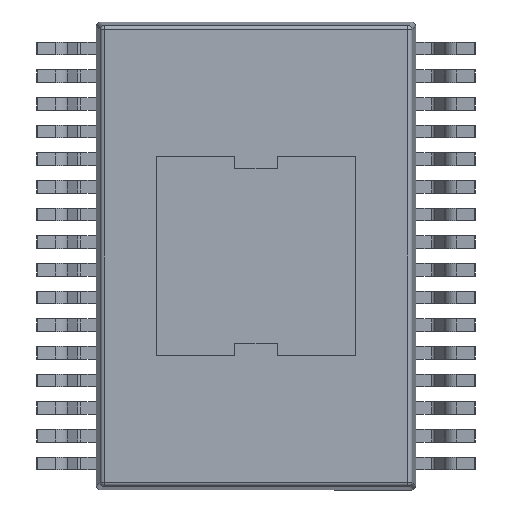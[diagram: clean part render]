
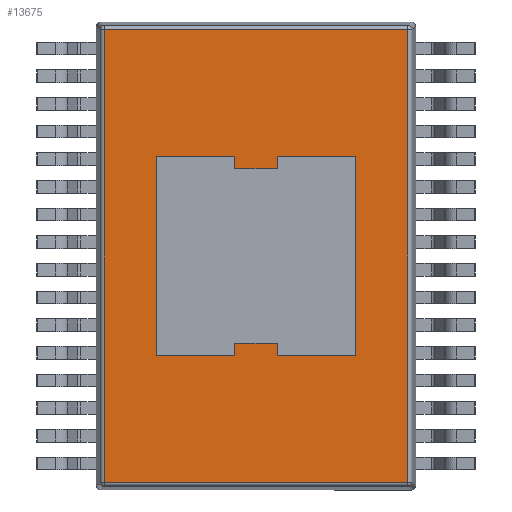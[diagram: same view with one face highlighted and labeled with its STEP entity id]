
A CAD part, front view. The second image highlights one B-rep face of the part: STEP entity #13675.
In plain terms, the highlighted planar face has unit normal (0, -1, 0).
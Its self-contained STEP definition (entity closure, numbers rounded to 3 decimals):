
#97 = VERTEX_POINT ( 'NONE', #5871 ) ;
#151 = EDGE_LOOP ( 'NONE', ( #5341, #12492, #10321, #13413, #15633, #3090, #6246, #9414, #8384, #1469, #8844, #243 ) ) ;
#243 = ORIENTED_EDGE ( 'NONE', *, *, #2709, .F. ) ;
#292 = CARTESIAN_POINT ( 'NONE',  ( -0.5, -1.175, 2.05 ) ) ;
#568 = DIRECTION ( 'NONE',  ( 1., 0., 0. ) ) ;
#675 = VERTEX_POINT ( 'NONE', #7336 ) ;
#1066 = LINE ( 'NONE', #14851, #8042 ) ;
#1102 = LINE ( 'NONE', #9628, #4366 ) ;
#1167 = DIRECTION ( 'NONE',  ( 1., 0., 0. ) ) ;
#1321 = DIRECTION ( 'NONE',  ( -1., 0., 0. ) ) ;
#1432 = VECTOR ( 'NONE', #10955, 1000. ) ;
#1469 = ORIENTED_EDGE ( 'NONE', *, *, #11451, .F. ) ;
#1486 = CARTESIAN_POINT ( 'NONE',  ( -3.565, -1.175, -5.407 ) ) ;
#1489 = EDGE_CURVE ( 'NONE', #9547, #675, #4735, .T. ) ;
#1631 = LINE ( 'NONE', #292, #14523 ) ;
#1793 = CARTESIAN_POINT ( 'NONE',  ( 3.657, -1.175, -5.315 ) ) ;
#1919 = VERTEX_POINT ( 'NONE', #4000 ) ;
#2304 = CARTESIAN_POINT ( 'NONE',  ( 2.35, -1.175, 2.35 ) ) ;
#2412 = VERTEX_POINT ( 'NONE', #12704 ) ;
#2485 = VECTOR ( 'NONE', #4877, 1000. ) ;
#2550 = DIRECTION ( 'NONE',  ( 0., 0., -1. ) ) ;
#2596 = DIRECTION ( 'NONE',  ( 0., 0., 1. ) ) ;
#2709 = EDGE_CURVE ( 'NONE', #8283, #13033, #10293, .T. ) ;
#3090 = ORIENTED_EDGE ( 'NONE', *, *, #3739, .F. ) ;
#3099 = DIRECTION ( 'NONE',  ( 0., -1., 0. ) ) ;
#3137 = ORIENTED_EDGE ( 'NONE', *, *, #6294, .T. ) ;
#3555 = VERTEX_POINT ( 'NONE', #5411 ) ;
#3739 = EDGE_CURVE ( 'NONE', #2412, #97, #6767, .T. ) ;
#4000 = CARTESIAN_POINT ( 'NONE',  ( -0.5, -1.175, 2.35 ) ) ;
#4095 = EDGE_CURVE ( 'NONE', #9042, #9194, #11598, .T. ) ;
#4145 = VECTOR ( 'NONE', #568, 1000. ) ;
#4164 = VECTOR ( 'NONE', #11711, 1000. ) ;
#4366 = VECTOR ( 'NONE', #13506, 1000. ) ;
#4378 = EDGE_CURVE ( 'NONE', #7019, #5197, #1066, .T. ) ;
#4543 = LINE ( 'NONE', #5669, #12398 ) ;
#4607 = EDGE_CURVE ( 'NONE', #7868, #3555, #1631, .T. ) ;
#4735 = LINE ( 'NONE', #1793, #4145 ) ;
#4877 = DIRECTION ( 'NONE',  ( 0., 0., -1. ) ) ;
#4934 = CARTESIAN_POINT ( 'NONE',  ( -2.35, -1.175, -2.35 ) ) ;
#5089 = CARTESIAN_POINT ( 'NONE',  ( -0.5, -1.175, 2.35 ) ) ;
#5139 = VECTOR ( 'NONE', #5408, 1000. ) ;
#5197 = VERTEX_POINT ( 'NONE', #9942 ) ;
#5258 = DIRECTION ( 'NONE',  ( 0., 0., 1. ) ) ;
#5341 = ORIENTED_EDGE ( 'NONE', *, *, #9866, .F. ) ;
#5408 = DIRECTION ( 'NONE',  ( -1., 0., 0. ) ) ;
#5411 = CARTESIAN_POINT ( 'NONE',  ( -0.5, -1.175, 2.05 ) ) ;
#5501 = LINE ( 'NONE', #5834, #10957 ) ;
#5507 = VERTEX_POINT ( 'NONE', #9585 ) ;
#5669 = CARTESIAN_POINT ( 'NONE',  ( -0.5, -1.175, 2.35 ) ) ;
#5834 = CARTESIAN_POINT ( 'NONE',  ( 0.5, -1.175, 2.35 ) ) ;
#5871 = CARTESIAN_POINT ( 'NONE',  ( 2.35, -1.175, 2.35 ) ) ;
#5941 = CARTESIAN_POINT ( 'NONE',  ( -3.565, -1.175, 5.315 ) ) ;
#5957 = ORIENTED_EDGE ( 'NONE', *, *, #4095, .T. ) ;
#6071 = EDGE_CURVE ( 'NONE', #13033, #14014, #1102, .T. ) ;
#6246 = ORIENTED_EDGE ( 'NONE', *, *, #15418, .F. ) ;
#6294 = EDGE_CURVE ( 'NONE', #675, #9042, #8658, .T. ) ;
#6635 = DIRECTION ( 'NONE',  ( -1., 0., 0. ) ) ;
#6737 = FACE_BOUND ( 'NONE', #151, .T. ) ;
#6767 = LINE ( 'NONE', #15893, #16172 ) ;
#6875 = DIRECTION ( 'NONE',  ( -1., 0., 0. ) ) ;
#7019 = VERTEX_POINT ( 'NONE', #12015 ) ;
#7046 = PLANE ( 'NONE',  #15868 ) ;
#7336 = CARTESIAN_POINT ( 'NONE',  ( 3.565, -1.175, -5.315 ) ) ;
#7639 = CARTESIAN_POINT ( 'NONE',  ( -2.35, -1.175, 2.35 ) ) ;
#7669 = CARTESIAN_POINT ( 'NONE',  ( 3.565, -1.175, 5.407 ) ) ;
#7847 = VECTOR ( 'NONE', #2550, 1000. ) ;
#7868 = VERTEX_POINT ( 'NONE', #14000 ) ;
#7977 = CARTESIAN_POINT ( 'NONE',  ( 0.5, -1.175, -2.35 ) ) ;
#8009 = LINE ( 'NONE', #2304, #11744 ) ;
#8042 = VECTOR ( 'NONE', #1167, 1000. ) ;
#8136 = ORIENTED_EDGE ( 'NONE', *, *, #10299, .T. ) ;
#8224 = EDGE_CURVE ( 'NONE', #3555, #1919, #13860, .T. ) ;
#8283 = VERTEX_POINT ( 'NONE', #7639 ) ;
#8291 = DIRECTION ( 'NONE',  ( 0., 0., -1. ) ) ;
#8384 = ORIENTED_EDGE ( 'NONE', *, *, #4378, .F. ) ;
#8658 = LINE ( 'NONE', #7669, #4164 ) ;
#8844 = ORIENTED_EDGE ( 'NONE', *, *, #6071, .F. ) ;
#9042 = VERTEX_POINT ( 'NONE', #14277 ) ;
#9145 = CARTESIAN_POINT ( 'NONE',  ( -3.657, -1.175, 5.315 ) ) ;
#9194 = VERTEX_POINT ( 'NONE', #5941 ) ;
#9229 = DIRECTION ( 'NONE',  ( 0., 0., -1. ) ) ;
#9414 = ORIENTED_EDGE ( 'NONE', *, *, #11788, .F. ) ;
#9547 = VERTEX_POINT ( 'NONE', #15976 ) ;
#9585 = CARTESIAN_POINT ( 'NONE',  ( 0.5, -1.175, -2.35 ) ) ;
#9628 = CARTESIAN_POINT ( 'NONE',  ( -0.5, -1.175, -2.35 ) ) ;
#9866 = EDGE_CURVE ( 'NONE', #1919, #8283, #4543, .T. ) ;
#9895 = VECTOR ( 'NONE', #5258, 1000. ) ;
#9942 = CARTESIAN_POINT ( 'NONE',  ( 0.5, -1.175, -2.05 ) ) ;
#9970 = VECTOR ( 'NONE', #2596, 1000. ) ;
#10094 = CARTESIAN_POINT ( 'NONE',  ( -0.5, -1.175, -2.35 ) ) ;
#10160 = LINE ( 'NONE', #7977, #10939 ) ;
#10293 = LINE ( 'NONE', #4934, #2485 ) ;
#10299 = EDGE_CURVE ( 'NONE', #9194, #9547, #16106, .T. ) ;
#10321 = ORIENTED_EDGE ( 'NONE', *, *, #4607, .F. ) ;
#10762 = EDGE_CURVE ( 'NONE', #97, #13505, #8009, .T. ) ;
#10939 = VECTOR ( 'NONE', #9229, 1000. ) ;
#10955 = DIRECTION ( 'NONE',  ( 1., 0., 0. ) ) ;
#10957 = VECTOR ( 'NONE', #15964, 1000. ) ;
#11122 = DIRECTION ( 'NONE',  ( 0., 0., 1. ) ) ;
#11451 = EDGE_CURVE ( 'NONE', #14014, #7019, #15859, .T. ) ;
#11598 = LINE ( 'NONE', #9145, #5139 ) ;
#11622 = FACE_OUTER_BOUND ( 'NONE', #15284, .T. ) ;
#11711 = DIRECTION ( 'NONE',  ( 0., 0., 1. ) ) ;
#11744 = VECTOR ( 'NONE', #1321, 1000. ) ;
#11788 = EDGE_CURVE ( 'NONE', #5197, #5507, #10160, .T. ) ;
#11882 = CARTESIAN_POINT ( 'NONE',  ( 0.5, -1.175, 2.35 ) ) ;
#12015 = CARTESIAN_POINT ( 'NONE',  ( -0.5, -1.175, -2.05 ) ) ;
#12148 = ORIENTED_EDGE ( 'NONE', *, *, #1489, .T. ) ;
#12398 = VECTOR ( 'NONE', #6875, 1000. ) ;
#12492 = ORIENTED_EDGE ( 'NONE', *, *, #8224, .F. ) ;
#12704 = CARTESIAN_POINT ( 'NONE',  ( 2.35, -1.175, -2.35 ) ) ;
#13033 = VERTEX_POINT ( 'NONE', #14640 ) ;
#13413 = ORIENTED_EDGE ( 'NONE', *, *, #15417, .F. ) ;
#13505 = VERTEX_POINT ( 'NONE', #11882 ) ;
#13506 = DIRECTION ( 'NONE',  ( 1., 0., 0. ) ) ;
#13675 = ADVANCED_FACE ( 'NONE', ( #6737, #11622 ), #7046, .T. ) ;
#13860 = LINE ( 'NONE', #5089, #9895 ) ;
#14000 = CARTESIAN_POINT ( 'NONE',  ( 0.5, -1.175, 2.05 ) ) ;
#14014 = VERTEX_POINT ( 'NONE', #10094 ) ;
#14277 = CARTESIAN_POINT ( 'NONE',  ( 3.565, -1.175, 5.315 ) ) ;
#14523 = VECTOR ( 'NONE', #6635, 1000. ) ;
#14597 = CARTESIAN_POINT ( 'NONE',  ( 2.35, -1.175, -2.35 ) ) ;
#14640 = CARTESIAN_POINT ( 'NONE',  ( -2.35, -1.175, -2.35 ) ) ;
#14851 = CARTESIAN_POINT ( 'NONE',  ( -0.5, -1.175, -2.05 ) ) ;
#15143 = CARTESIAN_POINT ( 'NONE',  ( -0.5, -1.175, -2.35 ) ) ;
#15284 = EDGE_LOOP ( 'NONE', ( #12148, #3137, #5957, #8136 ) ) ;
#15300 = LINE ( 'NONE', #14597, #1432 ) ;
#15417 = EDGE_CURVE ( 'NONE', #13505, #7868, #5501, .T. ) ;
#15418 = EDGE_CURVE ( 'NONE', #5507, #2412, #15300, .T. ) ;
#15633 = ORIENTED_EDGE ( 'NONE', *, *, #10762, .F. ) ;
#15811 = CARTESIAN_POINT ( 'NONE',  ( 0., -1.175, 0. ) ) ;
#15859 = LINE ( 'NONE', #15143, #9970 ) ;
#15868 = AXIS2_PLACEMENT_3D ( 'NONE', #15811, #3099, #8291 ) ;
#15893 = CARTESIAN_POINT ( 'NONE',  ( 2.35, -1.175, -2.35 ) ) ;
#15964 = DIRECTION ( 'NONE',  ( 0., 0., -1. ) ) ;
#15976 = CARTESIAN_POINT ( 'NONE',  ( -3.565, -1.175, -5.315 ) ) ;
#16106 = LINE ( 'NONE', #1486, #7847 ) ;
#16172 = VECTOR ( 'NONE', #11122, 1000. ) ;
